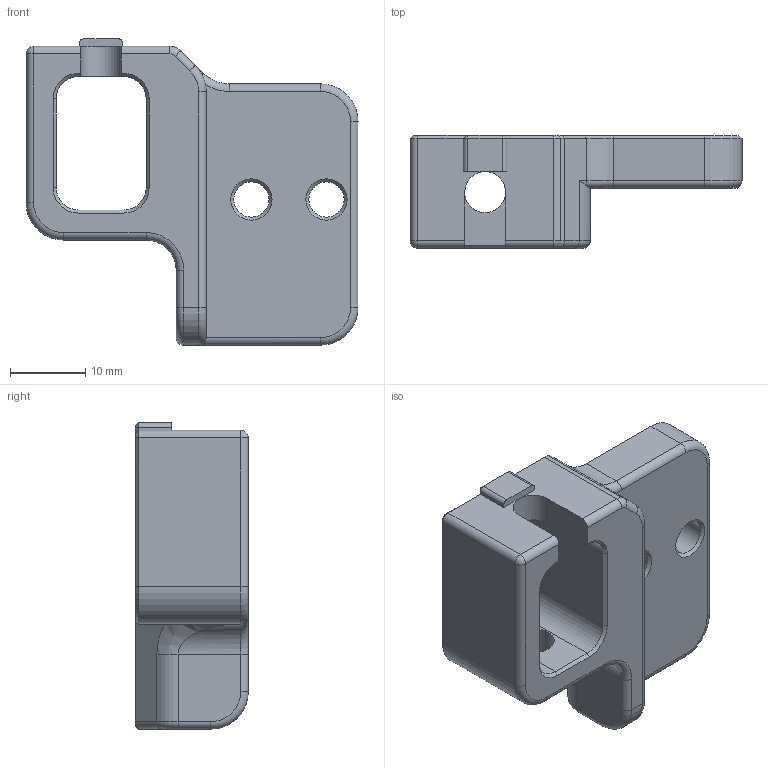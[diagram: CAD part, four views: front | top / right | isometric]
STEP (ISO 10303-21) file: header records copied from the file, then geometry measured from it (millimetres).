
FILE_DESCRIPTION(/* description */ (''),/* implementation_level */ '2;1');
FILE_NAME(/* name */ 'Z Chain Lower Mount.step',/* time_stamp */ '2023-07-02T13:16:19-07:00',/* author */ (''),/* organization */ (''),/* preprocessor_version */ 'ST-DEVELOPER v19.2',/* originating_system */ 'Autodesk Translation Framework v12.6.0.85',/* authorisation */ '');
FILE_SCHEMA (('AUTOMOTIVE_DESIGN { 1 0 10303 214 3 1 1 }'));
Length unit declared in the file: millimetre
Products named in the file (1): Z Chain Lower Mount
Bounding box: 44.22 x 15 x 40.8 mm (x, y, z)
Volume: 10979 mm3; surface area: 5144.6 mm2
Topology: 1 solids, 1 shells, 114 faces, 274 edges, 161 vertices
Faces by surface type: plane 44, cylinder 39, cone 19, torus 9, bspline 2, sphere 1
Full cylindrical faces by diameter (mm): 4.7 x2, 5.5 x1
Entity records: 3396 total; most frequent: CARTESIAN_POINT 662, DIRECTION 595, ORIENTED_EDGE 548, EDGE_CURVE 274, AXIS2_PLACEMENT_3D 215, LINE 165, VECTOR 165, VERTEX_POINT 161
